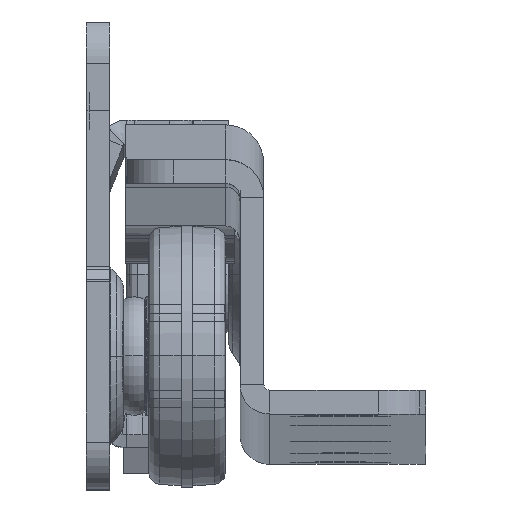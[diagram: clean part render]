
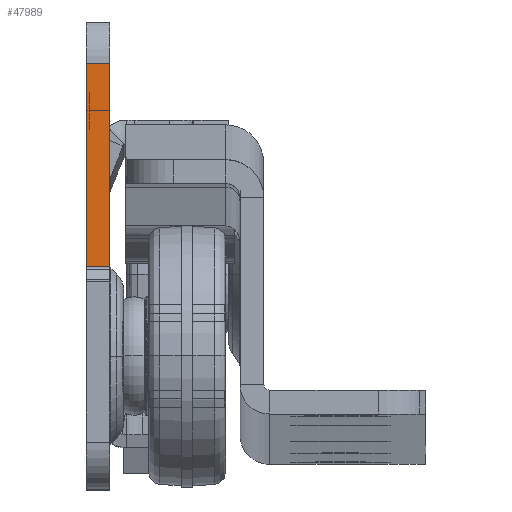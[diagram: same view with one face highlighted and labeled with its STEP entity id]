
A CAD part, top view. The second image highlights one B-rep face of the part: STEP entity #47989.
In plain terms, the highlighted planar face has unit normal (0, 0, 1).
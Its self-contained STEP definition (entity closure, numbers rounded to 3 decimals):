
#1230 = EDGE_CURVE ( 'NONE', #40739, #15478, #21929, .T. ) ;
#2167 = EDGE_CURVE ( 'NONE', #13318, #8051, #30232, .T. ) ;
#3534 = LINE ( 'NONE', #47875, #22748 ) ;
#4165 = CARTESIAN_POINT ( 'NONE',  ( 0., 0.554, -1. ) ) ;
#8051 = VERTEX_POINT ( 'NONE', #32073 ) ;
#9195 = ORIENTED_EDGE ( 'NONE', *, *, #25577, .F. ) ;
#9974 = DIRECTION ( 'NONE',  ( 0., 0., 1. ) ) ;
#10502 = FACE_OUTER_BOUND ( 'NONE', #26380, .T. ) ;
#11542 = DIRECTION ( 'NONE',  ( 1., 0., 0. ) ) ;
#12268 = EDGE_CURVE ( 'NONE', #13318, #15478, #3534, .T. ) ;
#13318 = VERTEX_POINT ( 'NONE', #37234 ) ;
#15478 = VERTEX_POINT ( 'NONE', #4165 ) ;
#16765 = ORIENTED_EDGE ( 'NONE', *, *, #1230, .F. ) ;
#19807 = ORIENTED_EDGE ( 'NONE', *, *, #2167, .F. ) ;
#21929 = LINE ( 'NONE', #29970, #31466 ) ;
#22748 = VECTOR ( 'NONE', #11542, 1000. ) ;
#25577 = EDGE_CURVE ( 'NONE', #8051, #40739, #43374, .T. ) ;
#26380 = EDGE_LOOP ( 'NONE', ( #34433, #16765, #9195, #19807 ) ) ;
#26746 = CARTESIAN_POINT ( 'NONE',  ( -111.859, 17.75, -1. ) ) ;
#26994 = CARTESIAN_POINT ( 'NONE',  ( -111.859, 17.75, -1. ) ) ;
#28000 = DIRECTION ( 'NONE',  ( 1., 0., 0. ) ) ;
#29970 = CARTESIAN_POINT ( 'NONE',  ( 0., 17.75, -1. ) ) ;
#30232 = LINE ( 'NONE', #46588, #45026 ) ;
#31466 = VECTOR ( 'NONE', #49770, 1000. ) ;
#32073 = CARTESIAN_POINT ( 'NONE',  ( -2., 17.75, -1. ) ) ;
#33332 = CARTESIAN_POINT ( 'NONE',  ( 0., 17.75, -1. ) ) ;
#33628 = AXIS2_PLACEMENT_3D ( 'NONE', #26746, #9974, #38585 ) ;
#34433 = ORIENTED_EDGE ( 'NONE', *, *, #12268, .T. ) ;
#36497 = VECTOR ( 'NONE', #28000, 1000. ) ;
#37234 = CARTESIAN_POINT ( 'NONE',  ( -2., 0.554, -1. ) ) ;
#38585 = DIRECTION ( 'NONE',  ( 0., -1., 0. ) ) ;
#40739 = VERTEX_POINT ( 'NONE', #33332 ) ;
#42371 = DIRECTION ( 'NONE',  ( 0., 1., 0. ) ) ;
#43374 = LINE ( 'NONE', #26994, #36497 ) ;
#45026 = VECTOR ( 'NONE', #42371, 1000. ) ;
#46588 = CARTESIAN_POINT ( 'NONE',  ( -2., 17.75, -1. ) ) ;
#46816 = PLANE ( 'NONE',  #33628 ) ;
#47875 = CARTESIAN_POINT ( 'NONE',  ( -111.859, 0.554, -1. ) ) ;
#47989 = ADVANCED_FACE ( 'NONE', ( #10502 ), #46816, .T. ) ;
#49770 = DIRECTION ( 'NONE',  ( 0., -1., 0. ) ) ;
